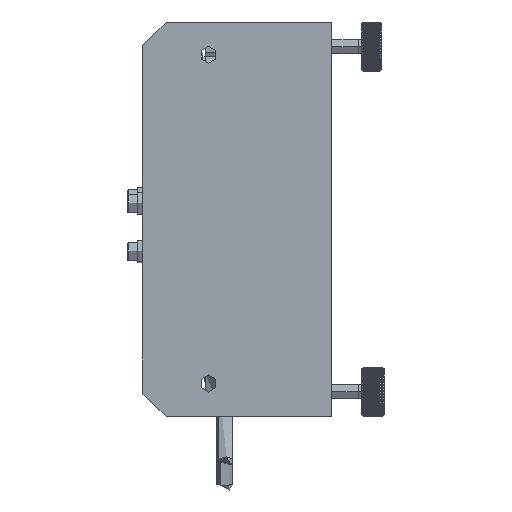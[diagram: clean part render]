
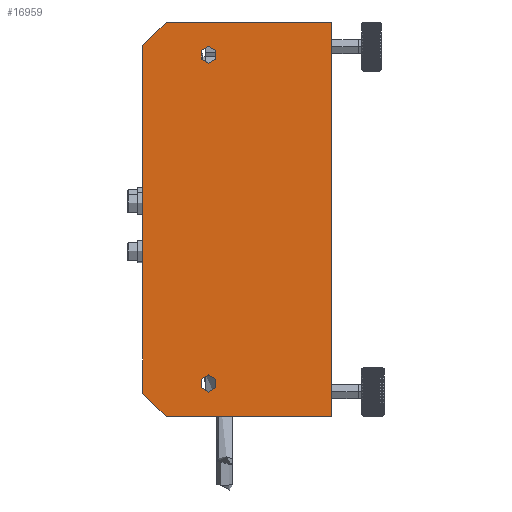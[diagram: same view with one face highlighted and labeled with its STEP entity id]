
A CAD part, front view. The second image highlights one B-rep face of the part: STEP entity #16959.
In plain terms, the highlighted planar face has unit normal (0, -1, 0).
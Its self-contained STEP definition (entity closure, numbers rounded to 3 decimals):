
#903 = VERTEX_POINT ( 'NONE', #31754 ) ;
#1939 = ORIENTED_EDGE ( 'NONE', *, *, #16230, .F. ) ;
#2491 = ORIENTED_EDGE ( 'NONE', *, *, #39773, .T. ) ;
#3000 = CIRCLE ( 'NONE', #37896, 0.13 ) ;
#5175 = VERTEX_POINT ( 'NONE', #47395 ) ;
#6544 = ORIENTED_EDGE ( 'NONE', *, *, #31493, .T. ) ;
#6752 = LINE ( 'NONE', #41082, #11986 ) ;
#6992 = EDGE_LOOP ( 'NONE', ( #6544, #37155 ) ) ;
#7284 = VERTEX_POINT ( 'NONE', #51807 ) ;
#7593 = ORIENTED_EDGE ( 'NONE', *, *, #34641, .F. ) ;
#8159 = CIRCLE ( 'NONE', #16544, 0.13 ) ;
#8421 = CARTESIAN_POINT ( 'NONE',  ( 11.052, 13.653, 1.99 ) ) ;
#9050 = DIRECTION ( 'NONE',  ( -1., 0., 0. ) ) ;
#10552 = DIRECTION ( 'NONE',  ( 0., -1., 0. ) ) ;
#10790 = FACE_OUTER_BOUND ( 'NONE', #44079, .T. ) ;
#11150 = DIRECTION ( 'NONE',  ( -0.707, 0., 0.707 ) ) ;
#11604 = VERTEX_POINT ( 'NONE', #33672 ) ;
#11986 = VECTOR ( 'NONE', #24478, 1000. ) ;
#14506 = VERTEX_POINT ( 'NONE', #34198 ) ;
#15530 = DIRECTION ( 'NONE',  ( 0., 1., 0. ) ) ;
#16063 = AXIS2_PLACEMENT_3D ( 'NONE', #54164, #45925, #50135 ) ;
#16097 = CARTESIAN_POINT ( 'NONE',  ( 12.927, 13.653, 2.49 ) ) ;
#16230 = EDGE_CURVE ( 'NONE', #29214, #5175, #39687, .T. ) ;
#16544 = AXIS2_PLACEMENT_3D ( 'NONE', #52829, #15530, #27778 ) ;
#16693 = ORIENTED_EDGE ( 'NONE', *, *, #31359, .F. ) ;
#16736 = EDGE_LOOP ( 'NONE', ( #2491, #52092 ) ) ;
#16806 = DIRECTION ( 'NONE',  ( 0., 0., -1. ) ) ;
#16959 = ADVANCED_FACE ( 'NONE', ( #43582, #20646, #10790 ), #23596, .T. ) ;
#17588 = EDGE_CURVE ( 'NONE', #903, #29214, #52632, .T. ) ;
#18538 = CARTESIAN_POINT ( 'NONE',  ( 11.052, 13.653, -3.14 ) ) ;
#20398 = CARTESIAN_POINT ( 'NONE',  ( 10.052, 13.653, 2.136 ) ) ;
#20646 = FACE_BOUND ( 'NONE', #16736, .T. ) ;
#22003 = CARTESIAN_POINT ( 'NONE',  ( 12.927, 13.653, -3.51 ) ) ;
#23596 = PLANE ( 'NONE',  #46398 ) ;
#23772 = ORIENTED_EDGE ( 'NONE', *, *, #17588, .F. ) ;
#24107 = ORIENTED_EDGE ( 'NONE', *, *, #45536, .T. ) ;
#24478 = DIRECTION ( 'NONE',  ( 1., 0., 0. ) ) ;
#26573 = DIRECTION ( 'NONE',  ( 0., 0., 1. ) ) ;
#26908 = AXIS2_PLACEMENT_3D ( 'NONE', #8421, #46080, #16806 ) ;
#27400 = CARTESIAN_POINT ( 'NONE',  ( 10.406, 13.653, -3.51 ) ) ;
#27778 = DIRECTION ( 'NONE',  ( 0., 0., -1. ) ) ;
#29214 = VERTEX_POINT ( 'NONE', #27400 ) ;
#31359 = EDGE_CURVE ( 'NONE', #5175, #14506, #39522, .T. ) ;
#31493 = EDGE_CURVE ( 'NONE', #43944, #7284, #41516, .T. ) ;
#31705 = EDGE_CURVE ( 'NONE', #11604, #52602, #6752, .T. ) ;
#31754 = CARTESIAN_POINT ( 'NONE',  ( 12.927, 13.653, -3.51 ) ) ;
#33672 = CARTESIAN_POINT ( 'NONE',  ( 10.406, 13.653, 2.49 ) ) ;
#33941 = VERTEX_POINT ( 'NONE', #18538 ) ;
#34105 = CARTESIAN_POINT ( 'NONE',  ( 12.552, 13.653, -3.51 ) ) ;
#34198 = CARTESIAN_POINT ( 'NONE',  ( 10.052, 13.653, 2.136 ) ) ;
#34641 = EDGE_CURVE ( 'NONE', #14506, #11604, #39401, .T. ) ;
#34693 = DIRECTION ( 'NONE',  ( 0., 0., -1. ) ) ;
#34824 = VECTOR ( 'NONE', #49857, 1000. ) ;
#36592 = DIRECTION ( 'NONE',  ( 0., 0., 1. ) ) ;
#36918 = CARTESIAN_POINT ( 'NONE',  ( 11.052, 13.653, 2.12 ) ) ;
#37155 = ORIENTED_EDGE ( 'NONE', *, *, #43631, .T. ) ;
#37896 = AXIS2_PLACEMENT_3D ( 'NONE', #47679, #39446, #34693 ) ;
#39401 = LINE ( 'NONE', #20398, #34824 ) ;
#39446 = DIRECTION ( 'NONE',  ( 0., 1., 0. ) ) ;
#39522 = LINE ( 'NONE', #49190, #53267 ) ;
#39687 = LINE ( 'NONE', #52879, #49509 ) ;
#39773 = EDGE_CURVE ( 'NONE', #46752, #33941, #3000, .T. ) ;
#40015 = DIRECTION ( 'NONE',  ( 0., 0., 1. ) ) ;
#40215 = VECTOR ( 'NONE', #9050, 1000. ) ;
#40381 = CARTESIAN_POINT ( 'NONE',  ( 11.336, 13.653, -0.51 ) ) ;
#40874 = EDGE_CURVE ( 'NONE', #33941, #46752, #8159, .T. ) ;
#41082 = CARTESIAN_POINT ( 'NONE',  ( 10.406, 13.653, 2.49 ) ) ;
#41516 = CIRCLE ( 'NONE', #26908, 0.13 ) ;
#43139 = LINE ( 'NONE', #22003, #49696 ) ;
#43582 = FACE_BOUND ( 'NONE', #6992, .T. ) ;
#43631 = EDGE_CURVE ( 'NONE', #7284, #43944, #44648, .T. ) ;
#43944 = VERTEX_POINT ( 'NONE', #36918 ) ;
#44079 = EDGE_LOOP ( 'NONE', ( #23772, #24107, #50989, #7593, #16693, #1939 ) ) ;
#44648 = CIRCLE ( 'NONE', #16063, 0.13 ) ;
#44730 = CARTESIAN_POINT ( 'NONE',  ( 11.052, 13.653, -2.88 ) ) ;
#45536 = EDGE_CURVE ( 'NONE', #903, #52602, #43139, .T. ) ;
#45925 = DIRECTION ( 'NONE',  ( 0., 1., 0. ) ) ;
#46080 = DIRECTION ( 'NONE',  ( 0., 1., 0. ) ) ;
#46398 = AXIS2_PLACEMENT_3D ( 'NONE', #40381, #10552, #40015 ) ;
#46752 = VERTEX_POINT ( 'NONE', #44730 ) ;
#47395 = CARTESIAN_POINT ( 'NONE',  ( 10.052, 13.653, -3.156 ) ) ;
#47679 = CARTESIAN_POINT ( 'NONE',  ( 11.052, 13.653, -3.01 ) ) ;
#49190 = CARTESIAN_POINT ( 'NONE',  ( 10.052, 13.653, -3.156 ) ) ;
#49509 = VECTOR ( 'NONE', #11150, 1000. ) ;
#49696 = VECTOR ( 'NONE', #26573, 1000. ) ;
#49857 = DIRECTION ( 'NONE',  ( 0.707, 0., 0.707 ) ) ;
#50135 = DIRECTION ( 'NONE',  ( 0., 0., -1. ) ) ;
#50989 = ORIENTED_EDGE ( 'NONE', *, *, #31705, .F. ) ;
#51807 = CARTESIAN_POINT ( 'NONE',  ( 11.052, 13.653, 1.86 ) ) ;
#52092 = ORIENTED_EDGE ( 'NONE', *, *, #40874, .T. ) ;
#52602 = VERTEX_POINT ( 'NONE', #16097 ) ;
#52632 = LINE ( 'NONE', #34105, #40215 ) ;
#52829 = CARTESIAN_POINT ( 'NONE',  ( 11.052, 13.653, -3.01 ) ) ;
#52879 = CARTESIAN_POINT ( 'NONE',  ( 10.406, 13.653, -3.51 ) ) ;
#53267 = VECTOR ( 'NONE', #36592, 1000. ) ;
#54164 = CARTESIAN_POINT ( 'NONE',  ( 11.052, 13.653, 1.99 ) ) ;
